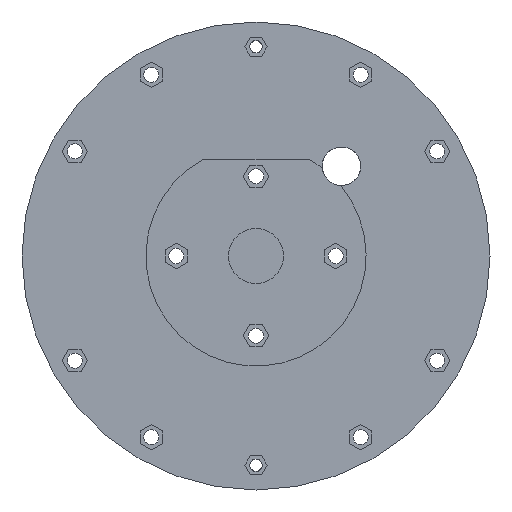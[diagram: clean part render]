
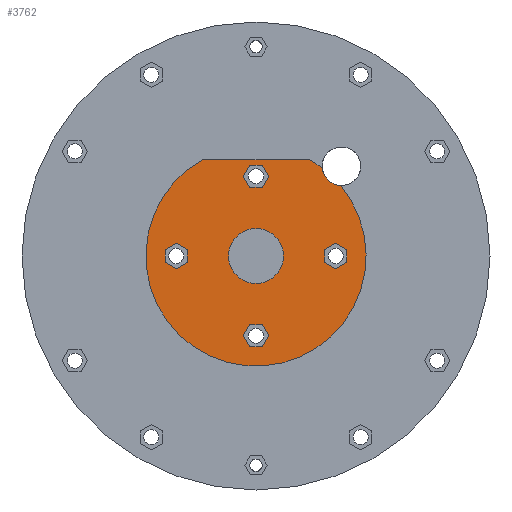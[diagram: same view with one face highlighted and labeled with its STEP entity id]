
A CAD part, front view. The second image highlights one B-rep face of the part: STEP entity #3762.
In plain terms, the highlighted planar face has unit normal (0, -1, 0).
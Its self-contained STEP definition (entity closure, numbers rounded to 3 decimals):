
#105=FACE_BOUND('',#617,.T.);
#106=FACE_BOUND('',#618,.T.);
#107=FACE_BOUND('',#619,.T.);
#108=FACE_BOUND('',#620,.T.);
#109=FACE_BOUND('',#621,.T.);
#227=PLANE('',#4097);
#375=FACE_OUTER_BOUND('',#616,.T.);
#616=EDGE_LOOP('',(#3145,#3146,#3147,#3148));
#617=EDGE_LOOP('',(#3149,#3150,#3151,#3152,#3153,#3154));
#618=EDGE_LOOP('',(#3155,#3156,#3157,#3158,#3159,#3160));
#619=EDGE_LOOP('',(#3161,#3162,#3163,#3164,#3165,#3166));
#620=EDGE_LOOP('',(#3167,#3168,#3169,#3170,#3171,#3172));
#621=EDGE_LOOP('',(#3173));
#729=LINE('',#5360,#1107);
#733=LINE('',#5368,#1111);
#736=LINE('',#5374,#1114);
#739=LINE('',#5380,#1117);
#742=LINE('',#5386,#1120);
#745=LINE('',#5391,#1123);
#747=LINE('',#5399,#1125);
#751=LINE('',#5407,#1129);
#754=LINE('',#5413,#1132);
#757=LINE('',#5419,#1135);
#760=LINE('',#5425,#1138);
#763=LINE('',#5430,#1141);
#765=LINE('',#5438,#1143);
#769=LINE('',#5446,#1147);
#772=LINE('',#5452,#1150);
#775=LINE('',#5458,#1153);
#778=LINE('',#5464,#1156);
#781=LINE('',#5469,#1159);
#783=LINE('',#5477,#1161);
#787=LINE('',#5485,#1165);
#790=LINE('',#5491,#1168);
#793=LINE('',#5497,#1171);
#796=LINE('',#5503,#1174);
#799=LINE('',#5508,#1177);
#1017=LINE('',#6143,#1395);
#1107=VECTOR('',#4262,10.);
#1111=VECTOR('',#4268,10.);
#1114=VECTOR('',#4273,10.);
#1117=VECTOR('',#4278,10.);
#1120=VECTOR('',#4283,10.);
#1123=VECTOR('',#4288,10.);
#1125=VECTOR('',#4296,10.);
#1129=VECTOR('',#4302,10.);
#1132=VECTOR('',#4307,10.);
#1135=VECTOR('',#4312,10.);
#1138=VECTOR('',#4317,10.);
#1141=VECTOR('',#4322,10.);
#1143=VECTOR('',#4330,10.);
#1147=VECTOR('',#4336,10.);
#1150=VECTOR('',#4341,10.);
#1153=VECTOR('',#4346,10.);
#1156=VECTOR('',#4351,10.);
#1159=VECTOR('',#4356,10.);
#1161=VECTOR('',#4364,10.);
#1165=VECTOR('',#4370,10.);
#1168=VECTOR('',#4375,10.);
#1171=VECTOR('',#4380,10.);
#1174=VECTOR('',#4385,10.);
#1177=VECTOR('',#4390,10.);
#1395=VECTOR('',#4978,10.);
#1557=CIRCLE('',#4070,7.);
#1583=CIRCLE('',#4098,40.);
#1584=CIRCLE('',#4099,40.);
#1585=CIRCLE('',#4100,10.);
#1638=VERTEX_POINT('',#5358);
#1639=VERTEX_POINT('',#5359);
#1642=VERTEX_POINT('',#5367);
#1644=VERTEX_POINT('',#5373);
#1646=VERTEX_POINT('',#5379);
#1648=VERTEX_POINT('',#5385);
#1651=VERTEX_POINT('',#5397);
#1652=VERTEX_POINT('',#5398);
#1655=VERTEX_POINT('',#5406);
#1657=VERTEX_POINT('',#5412);
#1659=VERTEX_POINT('',#5418);
#1661=VERTEX_POINT('',#5424);
#1664=VERTEX_POINT('',#5436);
#1665=VERTEX_POINT('',#5437);
#1668=VERTEX_POINT('',#5445);
#1670=VERTEX_POINT('',#5451);
#1672=VERTEX_POINT('',#5457);
#1674=VERTEX_POINT('',#5463);
#1677=VERTEX_POINT('',#5475);
#1678=VERTEX_POINT('',#5476);
#1681=VERTEX_POINT('',#5484);
#1683=VERTEX_POINT('',#5490);
#1685=VERTEX_POINT('',#5496);
#1687=VERTEX_POINT('',#5502);
#1884=VERTEX_POINT('',#6067);
#1885=VERTEX_POINT('',#6069);
#1919=VERTEX_POINT('',#6140);
#1920=VERTEX_POINT('',#6142);
#1921=VERTEX_POINT('',#6145);
#1993=EDGE_CURVE('',#1638,#1639,#729,.T.);
#1997=EDGE_CURVE('',#1639,#1642,#733,.T.);
#2000=EDGE_CURVE('',#1642,#1644,#736,.T.);
#2003=EDGE_CURVE('',#1644,#1646,#739,.T.);
#2006=EDGE_CURVE('',#1648,#1638,#742,.T.);
#2009=EDGE_CURVE('',#1646,#1648,#745,.T.);
#2012=EDGE_CURVE('',#1651,#1652,#747,.T.);
#2016=EDGE_CURVE('',#1652,#1655,#751,.T.);
#2019=EDGE_CURVE('',#1655,#1657,#754,.T.);
#2022=EDGE_CURVE('',#1657,#1659,#757,.T.);
#2025=EDGE_CURVE('',#1661,#1651,#760,.T.);
#2028=EDGE_CURVE('',#1659,#1661,#763,.T.);
#2031=EDGE_CURVE('',#1664,#1665,#765,.T.);
#2035=EDGE_CURVE('',#1665,#1668,#769,.T.);
#2038=EDGE_CURVE('',#1668,#1670,#772,.T.);
#2041=EDGE_CURVE('',#1670,#1672,#775,.T.);
#2044=EDGE_CURVE('',#1674,#1664,#778,.T.);
#2047=EDGE_CURVE('',#1672,#1674,#781,.T.);
#2050=EDGE_CURVE('',#1677,#1678,#783,.T.);
#2054=EDGE_CURVE('',#1678,#1681,#787,.T.);
#2057=EDGE_CURVE('',#1681,#1683,#790,.T.);
#2060=EDGE_CURVE('',#1683,#1685,#793,.T.);
#2063=EDGE_CURVE('',#1687,#1677,#796,.T.);
#2066=EDGE_CURVE('',#1685,#1687,#799,.T.);
#2341=EDGE_CURVE('',#1885,#1884,#1557,.T.);
#2376=EDGE_CURVE('',#1919,#1884,#1583,.T.);
#2377=EDGE_CURVE('',#1920,#1919,#1017,.T.);
#2378=EDGE_CURVE('',#1885,#1920,#1584,.T.);
#2379=EDGE_CURVE('',#1921,#1921,#1585,.T.);
#3145=ORIENTED_EDGE('',*,*,#2341,.T.);
#3146=ORIENTED_EDGE('',*,*,#2376,.F.);
#3147=ORIENTED_EDGE('',*,*,#2377,.F.);
#3148=ORIENTED_EDGE('',*,*,#2378,.F.);
#3149=ORIENTED_EDGE('',*,*,#2003,.T.);
#3150=ORIENTED_EDGE('',*,*,#2009,.T.);
#3151=ORIENTED_EDGE('',*,*,#2006,.T.);
#3152=ORIENTED_EDGE('',*,*,#1993,.T.);
#3153=ORIENTED_EDGE('',*,*,#1997,.T.);
#3154=ORIENTED_EDGE('',*,*,#2000,.T.);
#3155=ORIENTED_EDGE('',*,*,#2022,.T.);
#3156=ORIENTED_EDGE('',*,*,#2028,.T.);
#3157=ORIENTED_EDGE('',*,*,#2025,.T.);
#3158=ORIENTED_EDGE('',*,*,#2012,.T.);
#3159=ORIENTED_EDGE('',*,*,#2016,.T.);
#3160=ORIENTED_EDGE('',*,*,#2019,.T.);
#3161=ORIENTED_EDGE('',*,*,#2041,.T.);
#3162=ORIENTED_EDGE('',*,*,#2047,.T.);
#3163=ORIENTED_EDGE('',*,*,#2044,.T.);
#3164=ORIENTED_EDGE('',*,*,#2031,.T.);
#3165=ORIENTED_EDGE('',*,*,#2035,.T.);
#3166=ORIENTED_EDGE('',*,*,#2038,.T.);
#3167=ORIENTED_EDGE('',*,*,#2060,.T.);
#3168=ORIENTED_EDGE('',*,*,#2066,.T.);
#3169=ORIENTED_EDGE('',*,*,#2063,.T.);
#3170=ORIENTED_EDGE('',*,*,#2050,.T.);
#3171=ORIENTED_EDGE('',*,*,#2054,.T.);
#3172=ORIENTED_EDGE('',*,*,#2057,.T.);
#3173=ORIENTED_EDGE('',*,*,#2379,.F.);
#3762=ADVANCED_FACE('',(#375,#105,#106,#107,#108,#109),#227,.T.);
#4070=AXIS2_PLACEMENT_3D('',#6070,#4911,#4912);
#4097=AXIS2_PLACEMENT_3D('',#6139,#4974,#4975);
#4098=AXIS2_PLACEMENT_3D('',#6141,#4976,#4977);
#4099=AXIS2_PLACEMENT_3D('',#6144,#4979,#4980);
#4100=AXIS2_PLACEMENT_3D('',#6146,#4981,#4982);
#4262=DIRECTION('',(1.,0.,0.));
#4268=DIRECTION('',(0.5,0.,-0.866));
#4273=DIRECTION('',(-0.5,0.,-0.866));
#4278=DIRECTION('',(-1.,0.,0.));
#4283=DIRECTION('',(0.5,0.,0.866));
#4288=DIRECTION('',(-0.5,0.,0.866));
#4296=DIRECTION('',(0.,0.,-1.));
#4302=DIRECTION('',(-0.866,0.,-0.5));
#4307=DIRECTION('',(-0.866,0.,0.5));
#4312=DIRECTION('',(0.,0.,1.));
#4317=DIRECTION('',(0.866,0.,-0.5));
#4322=DIRECTION('',(0.866,0.,0.5));
#4330=DIRECTION('',(0.,0.,1.));
#4336=DIRECTION('',(0.866,0.,0.5));
#4341=DIRECTION('',(0.866,0.,-0.5));
#4346=DIRECTION('',(0.,0.,-1.));
#4351=DIRECTION('',(-0.866,0.,0.5));
#4356=DIRECTION('',(-0.866,0.,-0.5));
#4364=DIRECTION('',(0.5,0.,0.866));
#4370=DIRECTION('',(1.,0.,0.));
#4375=DIRECTION('',(0.5,0.,-0.866));
#4380=DIRECTION('',(-0.5,0.,-0.866));
#4385=DIRECTION('',(-0.5,0.,0.866));
#4390=DIRECTION('',(-1.,0.,0.));
#4911=DIRECTION('center_axis',(0.,1.,0.));
#4912=DIRECTION('ref_axis',(1.,0.,0.));
#4974=DIRECTION('center_axis',(0.,-1.,0.));
#4975=DIRECTION('ref_axis',(0.,0.,-1.));
#4976=DIRECTION('center_axis',(0.,1.,0.));
#4977=DIRECTION('ref_axis',(-0.484,0.,0.875));
#4978=DIRECTION('',(1.,0.,0.));
#4979=DIRECTION('center_axis',(0.,1.,0.));
#4980=DIRECTION('ref_axis',(-0.484,0.,0.875));
#4981=DIRECTION('center_axis',(0.,-1.,0.));
#4982=DIRECTION('ref_axis',(-1.,0.,0.));
#5358=CARTESIAN_POINT('',(-2.317,1.5,33.013));
#5359=CARTESIAN_POINT('',(2.317,1.5,33.013));
#5360=CARTESIAN_POINT('',(-1.158,1.5,33.013));
#5367=CARTESIAN_POINT('',(4.633,1.5,29.));
#5368=CARTESIAN_POINT('',(9.716,1.5,20.197));
#5373=CARTESIAN_POINT('',(2.317,1.5,24.988));
#5374=CARTESIAN_POINT('',(-2.766,1.5,16.184));
#5379=CARTESIAN_POINT('',(-2.317,1.5,24.988));
#5380=CARTESIAN_POINT('',(1.158,1.5,24.988));
#5385=CARTESIAN_POINT('',(-4.633,1.5,29.));
#5386=CARTESIAN_POINT('',(-10.874,1.5,18.191));
#5391=CARTESIAN_POINT('',(3.924,1.5,14.178));
#5397=CARTESIAN_POINT('',(33.013,1.5,2.317));
#5398=CARTESIAN_POINT('',(33.013,1.5,-2.317));
#5399=CARTESIAN_POINT('',(33.013,1.5,-0.092));
#5406=CARTESIAN_POINT('',(29.,1.5,-4.633));
#5407=CARTESIAN_POINT('',(20.593,1.5,-9.487));
#5412=CARTESIAN_POINT('',(24.988,1.5,-2.317));
#5413=CARTESIAN_POINT('',(17.663,1.5,1.912));
#5418=CARTESIAN_POINT('',(24.988,1.5,2.317));
#5419=CARTESIAN_POINT('',(24.988,1.5,-2.408));
#5424=CARTESIAN_POINT('',(29.,1.5,4.633));
#5425=CARTESIAN_POINT('',(19.669,1.5,10.02));
#5430=CARTESIAN_POINT('',(14.574,1.5,-3.695));
#5436=CARTESIAN_POINT('',(-33.013,1.5,-2.317));
#5437=CARTESIAN_POINT('',(-33.013,1.5,2.317));
#5438=CARTESIAN_POINT('',(-33.013,1.5,-2.408));
#5445=CARTESIAN_POINT('',(-29.,1.5,4.633));
#5446=CARTESIAN_POINT('',(-21.676,1.5,8.862));
#5451=CARTESIAN_POINT('',(-24.988,1.5,2.317));
#5452=CARTESIAN_POINT('',(-16.581,1.5,-2.537));
#5457=CARTESIAN_POINT('',(-24.988,1.5,-2.317));
#5458=CARTESIAN_POINT('',(-24.988,1.5,-0.092));
#5463=CARTESIAN_POINT('',(-29.,1.5,-4.633));
#5464=CARTESIAN_POINT('',(-18.587,1.5,-10.645));
#5469=CARTESIAN_POINT('',(-15.657,1.5,3.07));
#5475=CARTESIAN_POINT('',(-4.633,1.5,-29.));
#5476=CARTESIAN_POINT('',(-2.317,1.5,-24.988));
#5477=CARTESIAN_POINT('',(1.683,1.5,-18.059));
#5484=CARTESIAN_POINT('',(2.317,1.5,-24.988));
#5485=CARTESIAN_POINT('',(-1.158,1.5,-24.988));
#5490=CARTESIAN_POINT('',(4.633,1.5,-29.));
#5491=CARTESIAN_POINT('',(-2.842,1.5,-16.053));
#5496=CARTESIAN_POINT('',(2.317,1.5,-33.013));
#5497=CARTESIAN_POINT('',(9.791,1.5,-20.066));
#5502=CARTESIAN_POINT('',(-2.317,1.5,-33.013));
#5503=CARTESIAN_POINT('',(-8.633,1.5,-22.072));
#5508=CARTESIAN_POINT('',(1.158,1.5,-33.013));
#6067=CARTESIAN_POINT('',(24.057,1.5,31.957));
#6069=CARTESIAN_POINT('',(30.736,1.5,25.598));
#6070=CARTESIAN_POINT('Origin',(31.028,1.5,32.592));
#6139=CARTESIAN_POINT('Origin',(0.,1.5,-2.5));
#6140=CARTESIAN_POINT('',(19.365,1.5,35.));
#6141=CARTESIAN_POINT('Origin',(0.,1.5,0.));
#6142=CARTESIAN_POINT('',(-19.365,1.5,35.));
#6143=CARTESIAN_POINT('',(19.365,1.5,35.));
#6144=CARTESIAN_POINT('Origin',(0.,1.5,0.));
#6145=CARTESIAN_POINT('',(-10.,1.5,0.));
#6146=CARTESIAN_POINT('Origin',(0.,1.5,0.));
